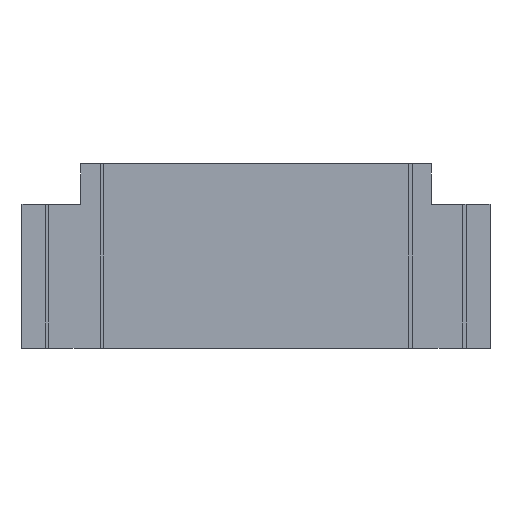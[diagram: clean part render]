
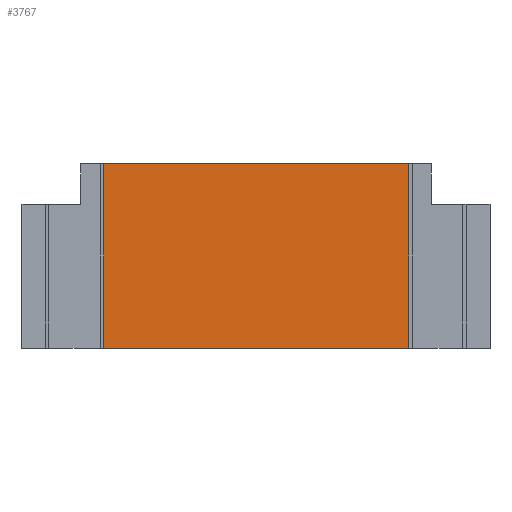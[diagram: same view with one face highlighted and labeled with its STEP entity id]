
A CAD part, front view. The second image highlights one B-rep face of the part: STEP entity #3767.
In plain terms, the highlighted planar face has unit normal (0, -1, 0).
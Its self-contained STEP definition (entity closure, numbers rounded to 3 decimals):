
#291 = PLANE('',#292);
#292 = AXIS2_PLACEMENT_3D('',#293,#294,#295);
#293 = CARTESIAN_POINT('',(-12.7,15.9,5.));
#294 = DIRECTION('',(0.,0.,1.));
#295 = DIRECTION('',(0.,-1.,-0.));
#1194 = VERTEX_POINT('',#1195);
#1195 = CARTESIAN_POINT('',(-8.25,-15.9,5.));
#1209 = PLANE('',#1210);
#1210 = AXIS2_PLACEMENT_3D('',#1211,#1212,#1213);
#1211 = CARTESIAN_POINT('',(-8.25,-15.9,5.));
#1212 = DIRECTION('',(1.,0.,0.));
#1213 = DIRECTION('',(0.,0.,-1.));
#1221 = EDGE_CURVE('',#1194,#1222,#1224,.T.);
#1222 = VERTEX_POINT('',#1223);
#1223 = CARTESIAN_POINT('',(8.3,-15.9,5.));
#1224 = SURFACE_CURVE('',#1225,(#1229,#1236),.PCURVE_S1.);
#1225 = LINE('',#1226,#1227);
#1226 = CARTESIAN_POINT('',(-8.25,-15.9,5.));
#1227 = VECTOR('',#1228,1.);
#1228 = DIRECTION('',(1.,0.,0.));
#1229 = PCURVE('',#291,#1230);
#1230 = DEFINITIONAL_REPRESENTATION('',(#1231),#1235);
#1231 = LINE('',#1232,#1233);
#1232 = CARTESIAN_POINT('',(31.8,4.45));
#1233 = VECTOR('',#1234,1.);
#1234 = DIRECTION('',(0.,1.));
#1235 = ( GEOMETRIC_REPRESENTATION_CONTEXT(2) 
PARAMETRIC_REPRESENTATION_CONTEXT() REPRESENTATION_CONTEXT('2D SPACE',''
  ) );
#1236 = PCURVE('',#1237,#1242);
#1237 = PLANE('',#1238);
#1238 = AXIS2_PLACEMENT_3D('',#1239,#1240,#1241);
#1239 = CARTESIAN_POINT('',(-9.5,-15.9,5.));
#1240 = DIRECTION('',(0.,1.,0.));
#1241 = DIRECTION('',(0.,0.,-1.));
#1242 = DEFINITIONAL_REPRESENTATION('',(#1243),#1247);
#1243 = LINE('',#1244,#1245);
#1244 = CARTESIAN_POINT('',(0.,-1.25));
#1245 = VECTOR('',#1246,1.);
#1246 = DIRECTION('',(0.,-1.));
#1247 = ( GEOMETRIC_REPRESENTATION_CONTEXT(2) 
PARAMETRIC_REPRESENTATION_CONTEXT() REPRESENTATION_CONTEXT('2D SPACE',''
  ) );
#1265 = PLANE('',#1266);
#1266 = AXIS2_PLACEMENT_3D('',#1267,#1268,#1269);
#1267 = CARTESIAN_POINT('',(8.3,-15.3,5.));
#1268 = DIRECTION('',(1.,0.,0.));
#1269 = DIRECTION('',(0.,0.,-1.));
#3186 = PLANE('',#3187);
#3187 = AXIS2_PLACEMENT_3D('',#3188,#3189,#3190);
#3188 = CARTESIAN_POINT('',(11.25,15.4,-5.));
#3189 = DIRECTION('',(0.,0.,1.));
#3190 = DIRECTION('',(0.,1.,0.));
#3723 = EDGE_CURVE('',#1194,#3724,#3726,.T.);
#3724 = VERTEX_POINT('',#3725);
#3725 = CARTESIAN_POINT('',(-8.25,-15.9,-5.));
#3726 = SURFACE_CURVE('',#3727,(#3731,#3738),.PCURVE_S1.);
#3727 = LINE('',#3728,#3729);
#3728 = CARTESIAN_POINT('',(-8.25,-15.9,5.));
#3729 = VECTOR('',#3730,1.);
#3730 = DIRECTION('',(0.,0.,-1.));
#3731 = PCURVE('',#1209,#3732);
#3732 = DEFINITIONAL_REPRESENTATION('',(#3733),#3737);
#3733 = LINE('',#3734,#3735);
#3734 = CARTESIAN_POINT('',(0.,0.));
#3735 = VECTOR('',#3736,1.);
#3736 = DIRECTION('',(1.,0.));
#3737 = ( GEOMETRIC_REPRESENTATION_CONTEXT(2) 
PARAMETRIC_REPRESENTATION_CONTEXT() REPRESENTATION_CONTEXT('2D SPACE',''
  ) );
#3738 = PCURVE('',#1237,#3739);
#3739 = DEFINITIONAL_REPRESENTATION('',(#3740),#3744);
#3740 = LINE('',#3741,#3742);
#3741 = CARTESIAN_POINT('',(0.,-1.25));
#3742 = VECTOR('',#3743,1.);
#3743 = DIRECTION('',(1.,0.));
#3744 = ( GEOMETRIC_REPRESENTATION_CONTEXT(2) 
PARAMETRIC_REPRESENTATION_CONTEXT() REPRESENTATION_CONTEXT('2D SPACE',''
  ) );
#3767 = ADVANCED_FACE('',(#3768),#1237,.F.);
#3768 = FACE_BOUND('',#3769,.F.);
#3769 = EDGE_LOOP('',(#3770,#3793,#3814,#3815));
#3770 = ORIENTED_EDGE('',*,*,#3771,.T.);
#3771 = EDGE_CURVE('',#1222,#3772,#3774,.T.);
#3772 = VERTEX_POINT('',#3773);
#3773 = CARTESIAN_POINT('',(8.3,-15.9,-5.));
#3774 = SURFACE_CURVE('',#3775,(#3779,#3786),.PCURVE_S1.);
#3775 = LINE('',#3776,#3777);
#3776 = CARTESIAN_POINT('',(8.3,-15.9,-1.1));
#3777 = VECTOR('',#3778,1.);
#3778 = DIRECTION('',(0.,0.,-1.));
#3779 = PCURVE('',#1237,#3780);
#3780 = DEFINITIONAL_REPRESENTATION('',(#3781),#3785);
#3781 = LINE('',#3782,#3783);
#3782 = CARTESIAN_POINT('',(6.1,-17.8));
#3783 = VECTOR('',#3784,1.);
#3784 = DIRECTION('',(1.,0.));
#3785 = ( GEOMETRIC_REPRESENTATION_CONTEXT(2) 
PARAMETRIC_REPRESENTATION_CONTEXT() REPRESENTATION_CONTEXT('2D SPACE',''
  ) );
#3786 = PCURVE('',#1265,#3787);
#3787 = DEFINITIONAL_REPRESENTATION('',(#3788),#3792);
#3788 = LINE('',#3789,#3790);
#3789 = CARTESIAN_POINT('',(6.1,-0.6));
#3790 = VECTOR('',#3791,1.);
#3791 = DIRECTION('',(1.,0.));
#3792 = ( GEOMETRIC_REPRESENTATION_CONTEXT(2) 
PARAMETRIC_REPRESENTATION_CONTEXT() REPRESENTATION_CONTEXT('2D SPACE',''
  ) );
#3793 = ORIENTED_EDGE('',*,*,#3794,.F.);
#3794 = EDGE_CURVE('',#3724,#3772,#3795,.T.);
#3795 = SURFACE_CURVE('',#3796,(#3800,#3807),.PCURVE_S1.);
#3796 = LINE('',#3797,#3798);
#3797 = CARTESIAN_POINT('',(-12.7,-15.9,-5.));
#3798 = VECTOR('',#3799,1.);
#3799 = DIRECTION('',(1.,0.,0.));
#3800 = PCURVE('',#1237,#3801);
#3801 = DEFINITIONAL_REPRESENTATION('',(#3802),#3806);
#3802 = LINE('',#3803,#3804);
#3803 = CARTESIAN_POINT('',(10.,3.2));
#3804 = VECTOR('',#3805,1.);
#3805 = DIRECTION('',(0.,-1.));
#3806 = ( GEOMETRIC_REPRESENTATION_CONTEXT(2) 
PARAMETRIC_REPRESENTATION_CONTEXT() REPRESENTATION_CONTEXT('2D SPACE',''
  ) );
#3807 = PCURVE('',#3186,#3808);
#3808 = DEFINITIONAL_REPRESENTATION('',(#3809),#3813);
#3809 = LINE('',#3810,#3811);
#3810 = CARTESIAN_POINT('',(-31.3,23.95));
#3811 = VECTOR('',#3812,1.);
#3812 = DIRECTION('',(0.,-1.));
#3813 = ( GEOMETRIC_REPRESENTATION_CONTEXT(2) 
PARAMETRIC_REPRESENTATION_CONTEXT() REPRESENTATION_CONTEXT('2D SPACE',''
  ) );
#3814 = ORIENTED_EDGE('',*,*,#3723,.F.);
#3815 = ORIENTED_EDGE('',*,*,#1221,.T.);
